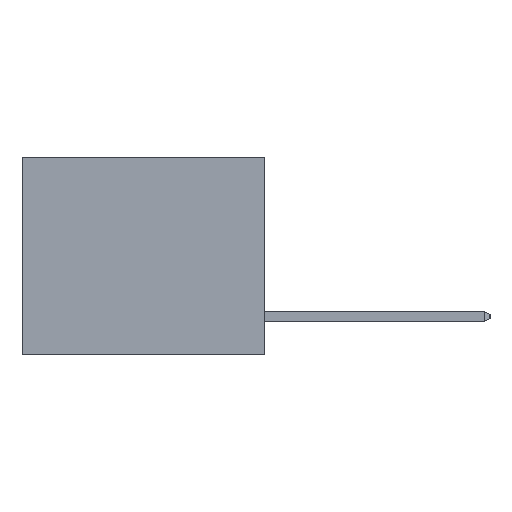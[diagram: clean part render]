
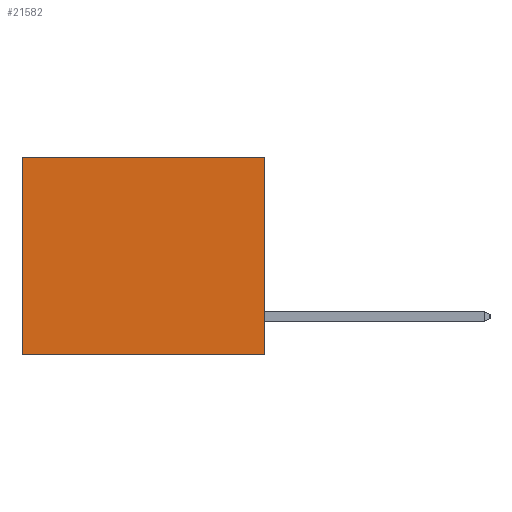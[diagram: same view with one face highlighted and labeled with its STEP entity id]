
A CAD part, left-side view. The second image highlights one B-rep face of the part: STEP entity #21582.
In plain terms, the highlighted planar face has unit normal (-1, 0, 0).
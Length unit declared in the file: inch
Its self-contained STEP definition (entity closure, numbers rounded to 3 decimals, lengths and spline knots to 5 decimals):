
#524 = VERTEX_POINT ( 'NONE', #15671 ) ;
#1657 = VECTOR ( 'NONE', #1998, 39.37008 ) ;
#1998 = DIRECTION ( 'NONE',  ( 0., 1., 0. ) ) ;
#2378 = DIRECTION ( 'NONE',  ( 0., 0., -1. ) ) ;
#2965 = LINE ( 'NONE', #23258, #14390 ) ;
#3601 = ORIENTED_EDGE ( 'NONE', *, *, #16630, .F. ) ;
#4037 = DIRECTION ( 'NONE',  ( 0., 0., -1. ) ) ;
#4542 = ORIENTED_EDGE ( 'NONE', *, *, #13255, .T. ) ;
#4928 = FACE_OUTER_BOUND ( 'NONE', #10719, .T. ) ;
#4970 = ORIENTED_EDGE ( 'NONE', *, *, #27298, .F. ) ;
#6540 = VECTOR ( 'NONE', #26034, 39.37008 ) ;
#6586 = PLANE ( 'NONE',  #8285 ) ;
#7851 = CARTESIAN_POINT ( 'NONE',  ( 0.3165, 0., 0. ) ) ;
#8285 = AXIS2_PLACEMENT_3D ( 'NONE', #21562, #16888, #4037 ) ;
#8397 = CARTESIAN_POINT ( 'NONE',  ( 0.3165, 0., -0.49 ) ) ;
#8612 = VERTEX_POINT ( 'NONE', #7851 ) ;
#8739 = ORIENTED_EDGE ( 'NONE', *, *, #19962, .T. ) ;
#9503 = LINE ( 'NONE', #19599, #13188 ) ;
#10719 = EDGE_LOOP ( 'NONE', ( #8739, #3601, #4970, #4542 ) ) ;
#11047 = CARTESIAN_POINT ( 'NONE',  ( 0.3165, 0., 0. ) ) ;
#11066 = CARTESIAN_POINT ( 'NONE',  ( 0.3165, 0., -0.49 ) ) ;
#12916 = LINE ( 'NONE', #11047, #6540 ) ;
#13188 = VECTOR ( 'NONE', #2378, 39.37008 ) ;
#13255 = EDGE_CURVE ( 'NONE', #8612, #524, #12916, .T. ) ;
#14390 = VECTOR ( 'NONE', #25424, 39.37008 ) ;
#14698 = VERTEX_POINT ( 'NONE', #24037 ) ;
#15671 = CARTESIAN_POINT ( 'NONE',  ( 0.3165, 0.6, 0. ) ) ;
#16630 = EDGE_CURVE ( 'NONE', #18802, #14698, #20440, .T. ) ;
#16888 = DIRECTION ( 'NONE',  ( 1., 0., 0. ) ) ;
#18802 = VERTEX_POINT ( 'NONE', #11066 ) ;
#19599 = CARTESIAN_POINT ( 'NONE',  ( 0.3165, 0., -0.49 ) ) ;
#19962 = EDGE_CURVE ( 'NONE', #524, #14698, #2965, .T. ) ;
#20440 = LINE ( 'NONE', #8397, #1657 ) ;
#21562 = CARTESIAN_POINT ( 'NONE',  ( 0.3165, 0., -0.49 ) ) ;
#21582 = ADVANCED_FACE ( 'NONE', ( #4928 ), #6586, .F. ) ;
#23258 = CARTESIAN_POINT ( 'NONE',  ( 0.3165, 0.6, -0.49 ) ) ;
#24037 = CARTESIAN_POINT ( 'NONE',  ( 0.3165, 0.6, -0.49 ) ) ;
#25424 = DIRECTION ( 'NONE',  ( 0., 0., -1. ) ) ;
#26034 = DIRECTION ( 'NONE',  ( 0., 1., 0. ) ) ;
#27298 = EDGE_CURVE ( 'NONE', #8612, #18802, #9503, .T. ) ;
